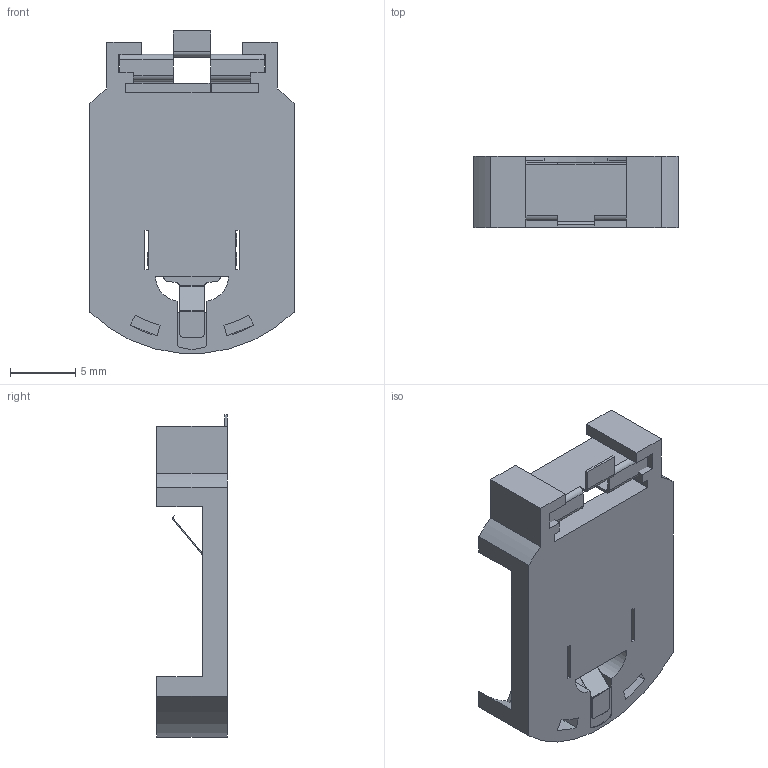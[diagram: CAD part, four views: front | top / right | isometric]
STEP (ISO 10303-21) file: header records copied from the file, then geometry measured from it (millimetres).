
FILE_DESCRIPTION(('STEP AP214'),'1');
FILE_NAME('s8421-45r.stp','2022-07-18T10:00:05',('TraceParts'),('TraceParts S.A.'),'Spatial InterOp 3D',' ',' ');
FILE_SCHEMA(('AUTOMOTIVE_DESIGN { 1 0 10303 214 1 1 1 1 }'));
Length unit declared in the file: millimetre
Products named in the file (1): s8421-45r_1
Bounding box: 15.6 x 5.4 x 24.61 mm (x, y, z)
Volume: 700.3 mm3; surface area: 1457.1 mm2
Topology: 3 solids, 3 shells, 272 faces, 680 edges, 412 vertices
Faces by surface type: plane 211, cylinder 57, bspline 4
Entity records: 11682 total; most frequent: CARTESIAN_POINT 1705, ORIENTED_EDGE 1360, DIRECTION 1346, STYLED_ITEM 683, PRESENTATION_STYLE_ASSIGNMENT 683, COLOUR_RGB 683, EDGE_CURVE 680, CURVE_STYLE 680
